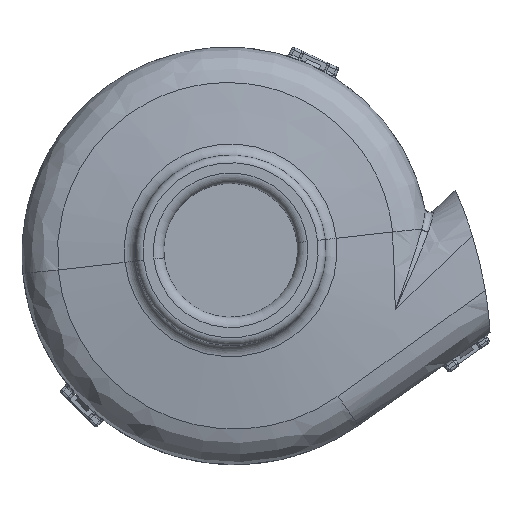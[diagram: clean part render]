
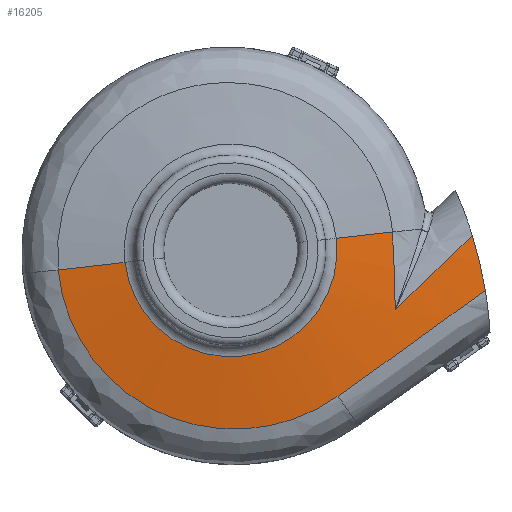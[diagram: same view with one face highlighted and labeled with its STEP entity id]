
A CAD part, top view. The second image highlights one B-rep face of the part: STEP entity #16205.
In plain terms, the highlighted conical face has half-angle 82 degrees and reference radius 35.356 mm.
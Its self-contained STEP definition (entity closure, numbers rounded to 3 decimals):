
#969=CARTESIAN_POINT('',(20.851,-28.32,-2.386));
#1504=CARTESIAN_POINT('',(-33.5,-3.818,
-2.182));
#1578=CARTESIAN_POINT('',(31.419,3.581,-1.888));
#1579=CARTESIAN_POINT('',(31.44,3.373,-1.887));
#1580=CARTESIAN_POINT('',(31.478,2.959,-1.887));
#1581=CARTESIAN_POINT('',(31.523,2.34,-1.886));
#1582=CARTESIAN_POINT('',(31.56,1.712,-1.885));
#1583=CARTESIAN_POINT('',(31.612,0.665,
-1.886));
#1584=CARTESIAN_POINT('',(31.672,-0.878,
-1.893));
#1585=CARTESIAN_POINT('',(31.761,-3.601,
-1.929));
#1586=CARTESIAN_POINT('',(31.86,-7.114,
-2.019));
#1587=CARTESIAN_POINT('',(31.933,-10.027,
-2.143));
#1588=CARTESIAN_POINT('',(31.968,-11.525,
-2.219));
#1590=CARTESIAN_POINT('',(31.968,-11.525,
-2.219));
#1591=CARTESIAN_POINT('',(33.335,-10.208,
-2.337));
#1592=CARTESIAN_POINT('',(36.168,-7.476,
-2.618));
#1593=CARTESIAN_POINT('',(41.141,-2.677,
-3.22));
#1594=CARTESIAN_POINT('',(44.835,0.876,
-3.74));
#1595=CARTESIAN_POINT('',(46.939,2.895,-4.053));
#1597=CARTESIAN_POINT('',(46.939,2.895,-4.053));
#1598=CARTESIAN_POINT('',(47.296,1.743,-4.093));
#1599=CARTESIAN_POINT('',(47.96,-0.587,
-4.178));
#1600=CARTESIAN_POINT('',(48.8,-4.144,
-4.321));
#1601=CARTESIAN_POINT('',(49.254,-6.553,
-4.425));
#1602=CARTESIAN_POINT('',(49.454,-7.766,
-4.479));
#1604=CARTESIAN_POINT('',(49.454,-7.766,
-4.479));
#1605=CARTESIAN_POINT('',(47.248,-9.357,
-4.207));
#1606=CARTESIAN_POINT('',(42.234,-12.978,
-3.626));
#1607=CARTESIAN_POINT('',(34.87,-18.304,
-2.936));
#1608=CARTESIAN_POINT('',(27.628,-23.516,
-2.498));
#1609=CARTESIAN_POINT('',(23.082,-26.747,
-2.394));
#1610=CARTESIAN_POINT('',(20.851,-28.32,
-2.386));
#1612=CARTESIAN_POINT('',(20.851,-28.32,
-2.386));
#1613=CARTESIAN_POINT('',(20.735,-28.401,
-2.386));
#1614=CARTESIAN_POINT('',(20.476,-28.579,
-2.384));
#1615=CARTESIAN_POINT('',(19.967,-28.921,
-2.382));
#1616=CARTESIAN_POINT('',(19.044,-29.516,
-2.379));
#1617=CARTESIAN_POINT('',(17.173,-30.627,
-2.373));
#1618=CARTESIAN_POINT('',(13.543,-32.422,
-2.364));
#1619=CARTESIAN_POINT('',(8.221,-34.129,
-2.349));
#1620=CARTESIAN_POINT('',(1.707,-34.904,
-2.326));
#1621=CARTESIAN_POINT('',(-4.856,-34.467,
-2.306));
#1622=CARTESIAN_POINT('',(-12.247,-32.575,
-2.289));
#1623=CARTESIAN_POINT('',(-19.927,-28.497,
-2.266));
#1624=CARTESIAN_POINT('',(-26.899,-21.68,
-2.235));
#1625=CARTESIAN_POINT('',(-31.703,-13.241,
-2.208));
#1626=CARTESIAN_POINT('',(-33.203,-6.985,
-2.191));
#1627=CARTESIAN_POINT('',(-33.5,-3.818,
-2.182));
#1629=DIRECTION('',(-0.984,-0.112,0.139));
#1630=VECTOR('',#1629,11.079);
#1631=CARTESIAN_POINT('',(31.419,3.581,-1.888));
#1632=LINE('',#1631,#1630);
#1633=DIRECTION('',(-0.984,-0.112,-0.139));
#1634=VECTOR('',#1633,13.193);
#1635=CARTESIAN_POINT('',(-20.519,-2.339,
-0.346));
#1636=LINE('',#1635,#1634);
#1663=CARTESIAN_POINT('',(0.,0.,
-0.346));
#1664=DIRECTION('',(0.,0.,-1.));
#1665=DIRECTION('',(0.994,0.113,0.));
#1666=AXIS2_PLACEMENT_3D('',#1663,#1664,#1665);
#1789=CARTESIAN_POINT('',(31.419,3.581,-1.888));
#1811=CARTESIAN_POINT('',(49.454,-7.766,
-4.479));
#12296=VERTEX_POINT('',#1811);
#12297=VERTEX_POINT('',#1597);
#12355=VERTEX_POINT('',#969);
#12454=VERTEX_POINT('',#1504);
#12457=VERTEX_POINT('',#1789);
#12460=VERTEX_POINT('',#1590);
#12461=CARTESIAN_POINT('',(-20.519,-2.339,
-0.346));
#12462=VERTEX_POINT('',#12461);
#12463=CARTESIAN_POINT('',(20.519,2.339,
-0.346));
#12464=VERTEX_POINT('',#12463);
#16185=CARTESIAN_POINT('',(0.,0.,
-2.413));
#16186=DIRECTION('',(0.,0.,-1.));
#16187=DIRECTION('',(0.994,0.113,0.));
#16188=AXIS2_PLACEMENT_3D('',#16185,#16186,#16187);
#16189=CONICAL_SURFACE('',#16188,35.356,82.);
#16191=ORIENTED_EDGE('',*,*,#16190,.F.);
#16193=ORIENTED_EDGE('',*,*,#16192,.F.);
#16195=ORIENTED_EDGE('',*,*,#16194,.F.);
#16197=ORIENTED_EDGE('',*,*,#16196,.T.);
#16198=ORIENTED_EDGE('',*,*,#16171,.T.);
#16200=ORIENTED_EDGE('',*,*,#16199,.T.);
#16201=ORIENTED_EDGE('',*,*,#14824,.T.);
#16202=ORIENTED_EDGE('',*,*,#15909,.T.);
#16203=EDGE_LOOP('',(#16191,#16193,#16195,#16197,#16198,#16200,#16201,#16202));
#16204=FACE_OUTER_BOUND('',#16203,.F.);
#16205=ADVANCED_FACE('',(#16204),#16189,.T.);
#1589=B_SPLINE_CURVE_WITH_KNOTS('',3,(#1578,#1579,#1580,#1581,#1582,#1583,#1584,
#1585,#1586,#1587,#1588),.UNSPECIFIED.,.F.,.F.,(4,1,1,1,1,1,1,1,4),(0.,
0.05,0.101,0.147,0.194,
0.33,0.466,0.733,1.),.UNSPECIFIED.);
#1596=B_SPLINE_CURVE_WITH_KNOTS('',3,(#1590,#1591,#1592,#1593,#1594,#1595),
.UNSPECIFIED.,.F.,.F.,(4,1,1,4),(0.,0.307,0.614,1.),
.UNSPECIFIED.);
#1603=B_SPLINE_CURVE_WITH_KNOTS('',3,(#1597,#1598,#1599,#1600,#1601,#1602),
.UNSPECIFIED.,.F.,.F.,(4,1,1,4),(0.,0.333,0.667,1.),
.UNSPECIFIED.);
#1611=B_SPLINE_CURVE_WITH_KNOTS('',3,(#1604,#1605,#1606,#1607,#1608,#1609,
#1610),.UNSPECIFIED.,.F.,.F.,(4,1,1,1,4),(0.,0.204,
0.473,0.741,1.),.UNSPECIFIED.);
#1628=B_SPLINE_CURVE_WITH_KNOTS('',3,(#1612,#1613,#1614,#1615,#1616,#1617,#1618,
#1619,#1620,#1621,#1622,#1623,#1624,#1625,#1626,#1627),.UNSPECIFIED.,.F.,.F.,(4,
1,1,1,1,1,1,1,1,1,1,1,1,4),(0.,0.006,0.012,
0.025,0.05,0.101,0.192,
0.282,0.372,0.462,0.597,
0.732,0.866,1.),.UNSPECIFIED.);
#1667=CIRCLE('',#1666,20.652);
#14824=EDGE_CURVE('',#12296,#12355,#1611,.T.);
#15909=EDGE_CURVE('',#12355,#12454,#1628,.T.);
#16171=EDGE_CURVE('',#12460,#12297,#1596,.T.);
#16190=EDGE_CURVE('',#12462,#12454,#1636,.T.);
#16192=EDGE_CURVE('',#12464,#12462,#1667,.T.);
#16194=EDGE_CURVE('',#12457,#12464,#1632,.T.);
#16196=EDGE_CURVE('',#12457,#12460,#1589,.T.);
#16199=EDGE_CURVE('',#12297,#12296,#1603,.T.);
